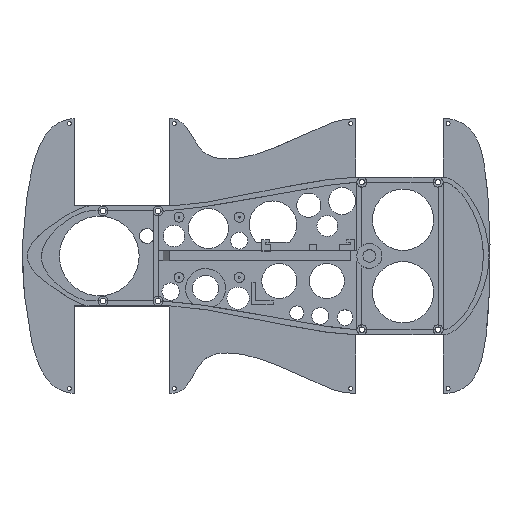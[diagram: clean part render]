
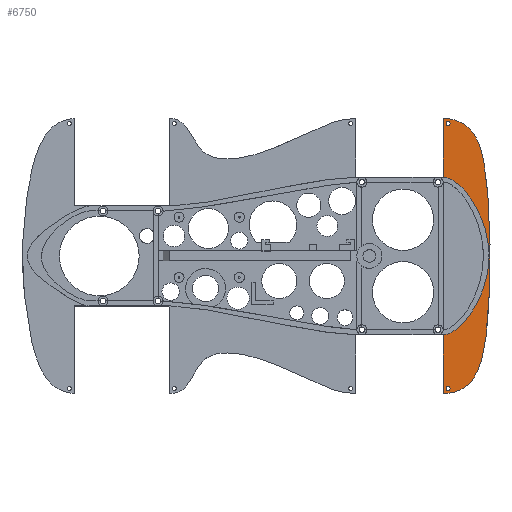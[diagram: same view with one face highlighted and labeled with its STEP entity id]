
A CAD part, top view. The second image highlights one B-rep face of the part: STEP entity #6750.
In plain terms, the highlighted planar face has unit normal (0, 0, 1).
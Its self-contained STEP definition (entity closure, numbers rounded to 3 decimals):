
#591 = PLANE('',#592);
#592 = AXIS2_PLACEMENT_3D('',#593,#594,#595);
#593 = CARTESIAN_POINT('',(152.,63.,0.));
#594 = DIRECTION('',(-1.,0.,0.));
#595 = DIRECTION('',(0.,1.,0.));
#625 = SURFACE_OF_LINEAR_EXTRUSION('',#626,#633);
#626 = B_SPLINE_CURVE_WITH_KNOTS('',3,(#627,#628,#629,#630,#631,#632),
  .UNSPECIFIED.,.F.,.F.,(4,1,1,4),(0.,0.333,0.667,1.),
  .QUASI_UNIFORM_KNOTS.);
#627 = CARTESIAN_POINT('',(152.,110.,0.));
#628 = CARTESIAN_POINT('',(180.,110.,0.));
#629 = CARTESIAN_POINT('',(190.227,56.,0.));
#630 = CARTESIAN_POINT('',(190.227,-56.,0.));
#631 = CARTESIAN_POINT('',(180.,-110.,0.));
#632 = CARTESIAN_POINT('',(152.,-110.,0.));
#633 = VECTOR('',#634,1.);
#634 = DIRECTION('',(-0.,-0.,-1.));
#658 = PLANE('',#659);
#659 = AXIS2_PLACEMENT_3D('',#660,#661,#662);
#660 = CARTESIAN_POINT('',(152.,-110.,0.));
#661 = DIRECTION('',(-1.,0.,0.));
#662 = DIRECTION('',(0.,1.,0.));
#1959 = CYLINDRICAL_SURFACE('',#1960,1.6);
#1960 = AXIS2_PLACEMENT_3D('',#1961,#1962,#1963);
#1961 = CARTESIAN_POINT('',(156.,-106.,3.));
#1962 = DIRECTION('',(0.,0.,1.));
#1963 = DIRECTION('',(1.,0.,0.));
#1994 = CYLINDRICAL_SURFACE('',#1995,1.6);
#1995 = AXIS2_PLACEMENT_3D('',#1996,#1997,#1998);
#1996 = CARTESIAN_POINT('',(156.,106.,3.));
#1997 = DIRECTION('',(0.,0.,1.));
#1998 = DIRECTION('',(1.,0.,0.));
#3069 = VERTEX_POINT('',#3070);
#3070 = CARTESIAN_POINT('',(152.,-63.,3.));
#3171 = VERTEX_POINT('',#3172);
#3172 = CARTESIAN_POINT('',(152.,-110.,3.));
#3193 = EDGE_CURVE('',#3171,#3069,#3194,.T.);
#3194 = SURFACE_CURVE('',#3195,(#3199,#3206),.PCURVE_S1.);
#3195 = LINE('',#3196,#3197);
#3196 = CARTESIAN_POINT('',(152.,-110.,3.));
#3197 = VECTOR('',#3198,1.);
#3198 = DIRECTION('',(0.,1.,0.));
#3199 = PCURVE('',#658,#3200);
#3200 = DEFINITIONAL_REPRESENTATION('',(#3201),#3205);
#3201 = LINE('',#3202,#3203);
#3202 = CARTESIAN_POINT('',(0.,-3.));
#3203 = VECTOR('',#3204,1.);
#3204 = DIRECTION('',(1.,0.));
#3205 = ( GEOMETRIC_REPRESENTATION_CONTEXT(2) 
PARAMETRIC_REPRESENTATION_CONTEXT() REPRESENTATION_CONTEXT('2D SPACE',''
  ) );
#3206 = PCURVE('',#3207,#3212);
#3207 = PLANE('',#3208);
#3208 = AXIS2_PLACEMENT_3D('',#3209,#3210,#3211);
#3209 = CARTESIAN_POINT('',(-4.986,-0.078,3.));
#3210 = DIRECTION('',(-0.,-0.,-1.));
#3211 = DIRECTION('',(-1.,0.,0.));
#3212 = DEFINITIONAL_REPRESENTATION('',(#3213),#3217);
#3213 = LINE('',#3214,#3215);
#3214 = CARTESIAN_POINT('',(-156.986,-109.922));
#3215 = VECTOR('',#3216,1.);
#3216 = DIRECTION('',(0.,1.));
#3217 = ( GEOMETRIC_REPRESENTATION_CONTEXT(2) 
PARAMETRIC_REPRESENTATION_CONTEXT() REPRESENTATION_CONTEXT('2D SPACE',''
  ) );
#3305 = VERTEX_POINT('',#3306);
#3306 = CARTESIAN_POINT('',(152.,63.,3.));
#3358 = VERTEX_POINT('',#3359);
#3359 = CARTESIAN_POINT('',(152.,110.,3.));
#3380 = EDGE_CURVE('',#3358,#3171,#3381,.T.);
#3381 = SURFACE_CURVE('',#3382,(#3389,#3396),.PCURVE_S1.);
#3382 = B_SPLINE_CURVE_WITH_KNOTS('',3,(#3383,#3384,#3385,#3386,#3387,
    #3388),.UNSPECIFIED.,.F.,.F.,(4,1,1,4),(0.,0.333,
    0.667,1.),.QUASI_UNIFORM_KNOTS.);
#3383 = CARTESIAN_POINT('',(152.,110.,3.));
#3384 = CARTESIAN_POINT('',(180.,110.,3.));
#3385 = CARTESIAN_POINT('',(190.227,56.,3.));
#3386 = CARTESIAN_POINT('',(190.227,-56.,3.));
#3387 = CARTESIAN_POINT('',(180.,-110.,3.));
#3388 = CARTESIAN_POINT('',(152.,-110.,3.));
#3389 = PCURVE('',#625,#3390);
#3390 = DEFINITIONAL_REPRESENTATION('',(#3391),#3395);
#3391 = LINE('',#3392,#3393);
#3392 = CARTESIAN_POINT('',(0.,-3.));
#3393 = VECTOR('',#3394,1.);
#3394 = DIRECTION('',(1.,0.));
#3395 = ( GEOMETRIC_REPRESENTATION_CONTEXT(2) 
PARAMETRIC_REPRESENTATION_CONTEXT() REPRESENTATION_CONTEXT('2D SPACE',''
  ) );
#3396 = PCURVE('',#3207,#3397);
#3397 = DEFINITIONAL_REPRESENTATION('',(#3398),#3405);
#3398 = B_SPLINE_CURVE_WITH_KNOTS('',3,(#3399,#3400,#3401,#3402,#3403,
    #3404),.UNSPECIFIED.,.F.,.F.,(4,1,1,4),(0.,0.333,
    0.667,1.),.QUASI_UNIFORM_KNOTS.);
#3399 = CARTESIAN_POINT('',(-156.986,110.078));
#3400 = CARTESIAN_POINT('',(-184.986,110.078));
#3401 = CARTESIAN_POINT('',(-195.213,56.078));
#3402 = CARTESIAN_POINT('',(-195.213,-55.922));
#3403 = CARTESIAN_POINT('',(-184.986,-109.922));
#3404 = CARTESIAN_POINT('',(-156.986,-109.922));
#3405 = ( GEOMETRIC_REPRESENTATION_CONTEXT(2) 
PARAMETRIC_REPRESENTATION_CONTEXT() REPRESENTATION_CONTEXT('2D SPACE',''
  ) );
#3413 = EDGE_CURVE('',#3305,#3358,#3414,.T.);
#3414 = SURFACE_CURVE('',#3415,(#3419,#3426),.PCURVE_S1.);
#3415 = LINE('',#3416,#3417);
#3416 = CARTESIAN_POINT('',(152.,63.,3.));
#3417 = VECTOR('',#3418,1.);
#3418 = DIRECTION('',(0.,1.,0.));
#3419 = PCURVE('',#591,#3420);
#3420 = DEFINITIONAL_REPRESENTATION('',(#3421),#3425);
#3421 = LINE('',#3422,#3423);
#3422 = CARTESIAN_POINT('',(0.,-3.));
#3423 = VECTOR('',#3424,1.);
#3424 = DIRECTION('',(1.,0.));
#3425 = ( GEOMETRIC_REPRESENTATION_CONTEXT(2) 
PARAMETRIC_REPRESENTATION_CONTEXT() REPRESENTATION_CONTEXT('2D SPACE',''
  ) );
#3426 = PCURVE('',#3207,#3427);
#3427 = DEFINITIONAL_REPRESENTATION('',(#3428),#3432);
#3428 = LINE('',#3429,#3430);
#3429 = CARTESIAN_POINT('',(-156.986,63.078));
#3430 = VECTOR('',#3431,1.);
#3431 = DIRECTION('',(0.,1.));
#3432 = ( GEOMETRIC_REPRESENTATION_CONTEXT(2) 
PARAMETRIC_REPRESENTATION_CONTEXT() REPRESENTATION_CONTEXT('2D SPACE',''
  ) );
#5308 = EDGE_CURVE('',#5309,#5309,#5311,.T.);
#5309 = VERTEX_POINT('',#5310);
#5310 = CARTESIAN_POINT('',(157.6,-106.,3.));
#5311 = SURFACE_CURVE('',#5312,(#5317,#5324),.PCURVE_S1.);
#5312 = CIRCLE('',#5313,1.6);
#5313 = AXIS2_PLACEMENT_3D('',#5314,#5315,#5316);
#5314 = CARTESIAN_POINT('',(156.,-106.,3.));
#5315 = DIRECTION('',(0.,0.,1.));
#5316 = DIRECTION('',(1.,0.,0.));
#5317 = PCURVE('',#1959,#5318);
#5318 = DEFINITIONAL_REPRESENTATION('',(#5319),#5323);
#5319 = LINE('',#5320,#5321);
#5320 = CARTESIAN_POINT('',(0.,0.));
#5321 = VECTOR('',#5322,1.);
#5322 = DIRECTION('',(1.,0.));
#5323 = ( GEOMETRIC_REPRESENTATION_CONTEXT(2) 
PARAMETRIC_REPRESENTATION_CONTEXT() REPRESENTATION_CONTEXT('2D SPACE',''
  ) );
#5324 = PCURVE('',#3207,#5325);
#5325 = DEFINITIONAL_REPRESENTATION('',(#5326),#5334);
#5326 = ( BOUNDED_CURVE() B_SPLINE_CURVE(2,(#5327,#5328,#5329,#5330,
#5331,#5332,#5333),.UNSPECIFIED.,.T.,.F.) B_SPLINE_CURVE_WITH_KNOTS((1,2
    ,2,2,2,1),(-2.094,0.,2.094,4.189,
6.283,8.378),.UNSPECIFIED.) CURVE() 
GEOMETRIC_REPRESENTATION_ITEM() RATIONAL_B_SPLINE_CURVE((1.,0.5,1.,0.5,
1.,0.5,1.)) REPRESENTATION_ITEM('') );
#5327 = CARTESIAN_POINT('',(-162.586,-105.922));
#5328 = CARTESIAN_POINT('',(-162.586,-103.15));
#5329 = CARTESIAN_POINT('',(-160.186,-104.536));
#5330 = CARTESIAN_POINT('',(-157.786,-105.922));
#5331 = CARTESIAN_POINT('',(-160.186,-107.307));
#5332 = CARTESIAN_POINT('',(-162.586,-108.693));
#5333 = CARTESIAN_POINT('',(-162.586,-105.922));
#5334 = ( GEOMETRIC_REPRESENTATION_CONTEXT(2) 
PARAMETRIC_REPRESENTATION_CONTEXT() REPRESENTATION_CONTEXT('2D SPACE',''
  ) );
#5362 = EDGE_CURVE('',#5363,#5363,#5365,.T.);
#5363 = VERTEX_POINT('',#5364);
#5364 = CARTESIAN_POINT('',(157.6,106.,3.));
#5365 = SURFACE_CURVE('',#5366,(#5371,#5378),.PCURVE_S1.);
#5366 = CIRCLE('',#5367,1.6);
#5367 = AXIS2_PLACEMENT_3D('',#5368,#5369,#5370);
#5368 = CARTESIAN_POINT('',(156.,106.,3.));
#5369 = DIRECTION('',(0.,0.,1.));
#5370 = DIRECTION('',(1.,0.,0.));
#5371 = PCURVE('',#1994,#5372);
#5372 = DEFINITIONAL_REPRESENTATION('',(#5373),#5377);
#5373 = LINE('',#5374,#5375);
#5374 = CARTESIAN_POINT('',(0.,0.));
#5375 = VECTOR('',#5376,1.);
#5376 = DIRECTION('',(1.,0.));
#5377 = ( GEOMETRIC_REPRESENTATION_CONTEXT(2) 
PARAMETRIC_REPRESENTATION_CONTEXT() REPRESENTATION_CONTEXT('2D SPACE',''
  ) );
#5378 = PCURVE('',#3207,#5379);
#5379 = DEFINITIONAL_REPRESENTATION('',(#5380),#5388);
#5380 = ( BOUNDED_CURVE() B_SPLINE_CURVE(2,(#5381,#5382,#5383,#5384,
#5385,#5386,#5387),.UNSPECIFIED.,.T.,.F.) B_SPLINE_CURVE_WITH_KNOTS((1,2
    ,2,2,2,1),(-2.094,0.,2.094,4.189,
6.283,8.378),.UNSPECIFIED.) CURVE() 
GEOMETRIC_REPRESENTATION_ITEM() RATIONAL_B_SPLINE_CURVE((1.,0.5,1.,0.5,
1.,0.5,1.)) REPRESENTATION_ITEM('') );
#5381 = CARTESIAN_POINT('',(-162.586,106.078));
#5382 = CARTESIAN_POINT('',(-162.586,108.85));
#5383 = CARTESIAN_POINT('',(-160.186,107.464));
#5384 = CARTESIAN_POINT('',(-157.786,106.078));
#5385 = CARTESIAN_POINT('',(-160.186,104.693));
#5386 = CARTESIAN_POINT('',(-162.586,103.307));
#5387 = CARTESIAN_POINT('',(-162.586,106.078));
#5388 = ( GEOMETRIC_REPRESENTATION_CONTEXT(2) 
PARAMETRIC_REPRESENTATION_CONTEXT() REPRESENTATION_CONTEXT('2D SPACE',''
  ) );
#6708 = SURFACE_OF_LINEAR_EXTRUSION('',#6709,#6715);
#6709 = B_SPLINE_CURVE_WITH_KNOTS('',3,(#6710,#6711,#6712,#6713,#6714),
  .UNSPECIFIED.,.F.,.F.,(4,1,4),(0.,0.5,1.),.QUASI_UNIFORM_KNOTS.);
#6710 = CARTESIAN_POINT('',(152.,63.,3.));
#6711 = CARTESIAN_POINT('',(166.617,63.,3.));
#6712 = CARTESIAN_POINT('',(211.,0.,3.));
#6713 = CARTESIAN_POINT('',(166.617,-63.,3.));
#6714 = CARTESIAN_POINT('',(152.,-63.,3.));
#6715 = VECTOR('',#6716,1.);
#6716 = DIRECTION('',(-0.,-0.,-1.));
#6750 = ADVANCED_FACE('',(#6751,#6781,#6784),#3207,.F.);
#6751 = FACE_BOUND('',#6752,.F.);
#6752 = EDGE_LOOP('',(#6753,#6754,#6779,#6780));
#6753 = ORIENTED_EDGE('',*,*,#3193,.T.);
#6754 = ORIENTED_EDGE('',*,*,#6755,.F.);
#6755 = EDGE_CURVE('',#3305,#3069,#6756,.T.);
#6756 = SURFACE_CURVE('',#6757,(#6763,#6772),.PCURVE_S1.);
#6757 = B_SPLINE_CURVE_WITH_KNOTS('',3,(#6758,#6759,#6760,#6761,#6762),
  .UNSPECIFIED.,.F.,.F.,(4,1,4),(0.,0.5,1.),.QUASI_UNIFORM_KNOTS.);
#6758 = CARTESIAN_POINT('',(152.,63.,3.));
#6759 = CARTESIAN_POINT('',(166.617,63.,3.));
#6760 = CARTESIAN_POINT('',(211.,0.,3.));
#6761 = CARTESIAN_POINT('',(166.617,-63.,3.));
#6762 = CARTESIAN_POINT('',(152.,-63.,3.));
#6763 = PCURVE('',#3207,#6764);
#6764 = DEFINITIONAL_REPRESENTATION('',(#6765),#6771);
#6765 = B_SPLINE_CURVE_WITH_KNOTS('',3,(#6766,#6767,#6768,#6769,#6770),
  .UNSPECIFIED.,.F.,.F.,(4,1,4),(0.,0.5,1.),.QUASI_UNIFORM_KNOTS.);
#6766 = CARTESIAN_POINT('',(-156.986,63.078));
#6767 = CARTESIAN_POINT('',(-171.603,63.078));
#6768 = CARTESIAN_POINT('',(-215.986,0.078));
#6769 = CARTESIAN_POINT('',(-171.603,-62.922));
#6770 = CARTESIAN_POINT('',(-156.986,-62.922));
#6771 = ( GEOMETRIC_REPRESENTATION_CONTEXT(2) 
PARAMETRIC_REPRESENTATION_CONTEXT() REPRESENTATION_CONTEXT('2D SPACE',''
  ) );
#6772 = PCURVE('',#6708,#6773);
#6773 = DEFINITIONAL_REPRESENTATION('',(#6774),#6778);
#6774 = LINE('',#6775,#6776);
#6775 = CARTESIAN_POINT('',(0.,0.));
#6776 = VECTOR('',#6777,1.);
#6777 = DIRECTION('',(1.,0.));
#6778 = ( GEOMETRIC_REPRESENTATION_CONTEXT(2) 
PARAMETRIC_REPRESENTATION_CONTEXT() REPRESENTATION_CONTEXT('2D SPACE',''
  ) );
#6779 = ORIENTED_EDGE('',*,*,#3413,.T.);
#6780 = ORIENTED_EDGE('',*,*,#3380,.T.);
#6781 = FACE_BOUND('',#6782,.F.);
#6782 = EDGE_LOOP('',(#6783));
#6783 = ORIENTED_EDGE('',*,*,#5308,.T.);
#6784 = FACE_BOUND('',#6785,.F.);
#6785 = EDGE_LOOP('',(#6786));
#6786 = ORIENTED_EDGE('',*,*,#5362,.T.);
